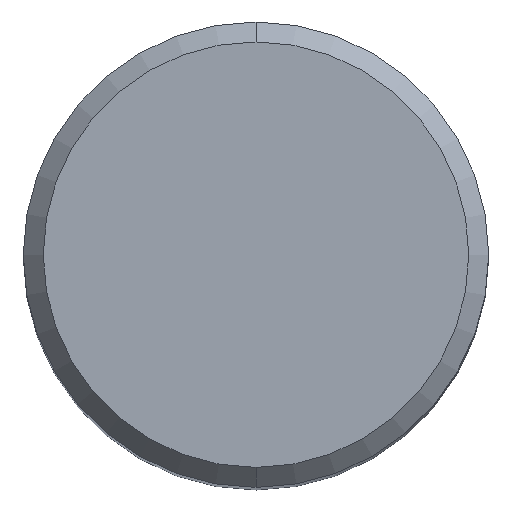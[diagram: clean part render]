
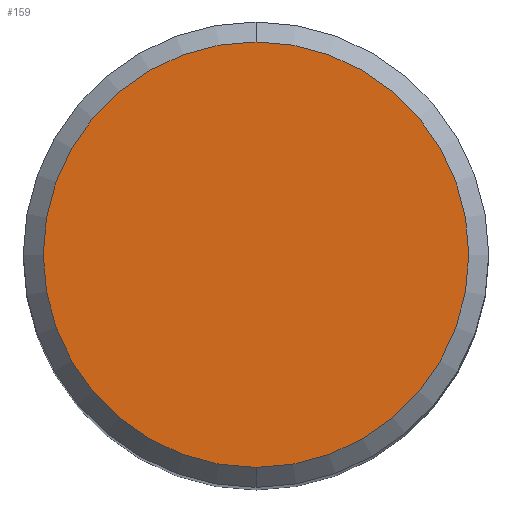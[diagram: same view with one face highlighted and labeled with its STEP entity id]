
A CAD part, top view. The second image highlights one B-rep face of the part: STEP entity #159.
In plain terms, the highlighted planar face has unit normal (0, 0, 1).
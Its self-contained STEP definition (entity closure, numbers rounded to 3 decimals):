
#143=EDGE_CURVE('',#161,#201,#301,.T.);
#159=ADVANCED_FACE('',(#317),#318,.T.);
#161=VERTEX_POINT('',#320);
#201=VERTEX_POINT('',#364);
#207=EDGE_CURVE('',#201,#161,#372,.T.);
#301=CIRCLE('',#473,6.4);
#317=FACE_OUTER_BOUND('',#497,.T.);
#318=PLANE('',#498);
#320=CARTESIAN_POINT('',(0.0,6.4,0.0));
#364=CARTESIAN_POINT('',(0.,-6.4,0.0));
#372=CIRCLE('',#569,6.4);
#473=AXIS2_PLACEMENT_3D('',#681,#682,#683);
#497=EDGE_LOOP('',(#689,#690));
#498=AXIS2_PLACEMENT_3D('',#691,#692,#693);
#569=AXIS2_PLACEMENT_3D('',#763,#764,#765);
#681=CARTESIAN_POINT('',(0.0,0.0,0.0));
#682=DIRECTION('',(0.0,0.0,-1.0));
#683=DIRECTION('',(0.0,1.0,0.0));
#689=ORIENTED_EDGE('',*,*,#143,.F.);
#690=ORIENTED_EDGE('',*,*,#207,.F.);
#691=CARTESIAN_POINT('',(0.0,3.2,0.0));
#692=DIRECTION('',(-0.0,0.0,1.0));
#693=DIRECTION('',(0.0,-1.0,0.0));
#763=CARTESIAN_POINT('',(0.0,0.0,0.0));
#764=DIRECTION('',(0.0,0.0,-1.0));
#765=DIRECTION('',(0.0,1.0,0.0));
